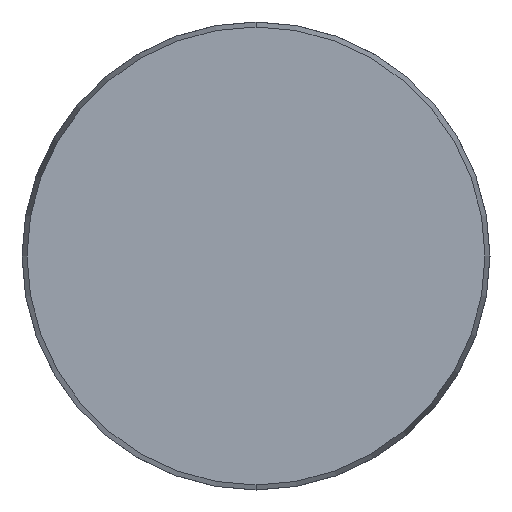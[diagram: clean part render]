
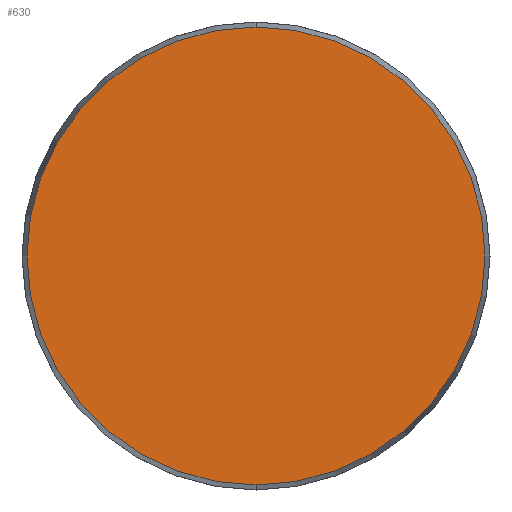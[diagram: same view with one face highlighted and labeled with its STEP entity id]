
A CAD part, front view. The second image highlights one B-rep face of the part: STEP entity #630.
In plain terms, the highlighted planar face has unit normal (0, -1, 0).
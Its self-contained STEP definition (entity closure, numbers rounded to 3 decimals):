
#86 = CARTESIAN_POINT ( 'NONE',  ( -39.143, 0., 0. ) ) ;
#248 = FACE_OUTER_BOUND ( 'NONE', #871, .T. ) ;
#274 = DIRECTION ( 'NONE',  ( 0., 1., 0. ) ) ;
#371 = DIRECTION ( 'NONE',  ( 0., -1., 0. ) ) ;
#384 = AXIS2_PLACEMENT_3D ( 'NONE', #879, #371, #781 ) ;
#454 = CARTESIAN_POINT ( 'NONE',  ( 0., 0., 0. ) ) ;
#511 = CARTESIAN_POINT ( 'NONE',  ( 0., 0., 39.143 ) ) ;
#587 = EDGE_CURVE ( 'NONE', #876, #911, #1262, .T. ) ;
#588 = DIRECTION ( 'NONE',  ( 0., 0., 1. ) ) ;
#607 = ORIENTED_EDGE ( 'NONE', *, *, #1193, .T. ) ;
#630 = ADVANCED_FACE ( 'NONE', ( #248 ), #1058, .F. ) ;
#702 = CARTESIAN_POINT ( 'NONE',  ( 0., 0., -39.143 ) ) ;
#781 = DIRECTION ( 'NONE',  ( 0., 0., -1. ) ) ;
#857 = AXIS2_PLACEMENT_3D ( 'NONE', #454, #866, #958 ) ;
#866 = DIRECTION ( 'NONE',  ( 0., -1., 0. ) ) ;
#871 = EDGE_LOOP ( 'NONE', ( #1304, #607 ) ) ;
#876 = VERTEX_POINT ( 'NONE', #511 ) ;
#879 = CARTESIAN_POINT ( 'NONE',  ( 0., 0., 0. ) ) ;
#911 = VERTEX_POINT ( 'NONE', #702 ) ;
#958 = DIRECTION ( 'NONE',  ( 0., 0., -1. ) ) ;
#1058 = PLANE ( 'NONE',  #1075 ) ;
#1075 = AXIS2_PLACEMENT_3D ( 'NONE', #86, #274, #588 ) ;
#1193 = EDGE_CURVE ( 'NONE', #911, #876, #1195, .T. ) ;
#1195 = CIRCLE ( 'NONE', #384, 39.143 ) ;
#1262 = CIRCLE ( 'NONE', #857, 39.143 ) ;
#1304 = ORIENTED_EDGE ( 'NONE', *, *, #587, .T. ) ;
